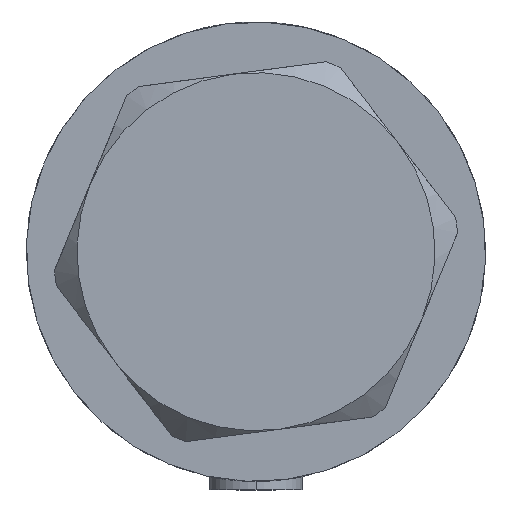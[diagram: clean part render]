
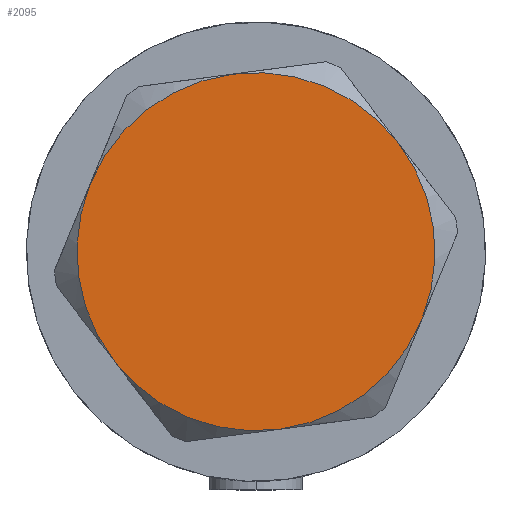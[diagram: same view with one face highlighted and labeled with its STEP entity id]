
A CAD part, left-side view. The second image highlights one B-rep face of the part: STEP entity #2095.
In plain terms, the highlighted face is planar.
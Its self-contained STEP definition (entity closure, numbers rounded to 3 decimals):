
#62 = DIRECTION ( 'NONE',  ( 0., 0., 1. ) ) ;
#82 = EDGE_CURVE ( 'NONE', #2352, #3530, #447, .T. ) ;
#93 = ORIENTED_EDGE ( 'NONE', *, *, #82, .T. ) ;
#145 = CIRCLE ( 'NONE', #2392, 23. ) ;
#168 = ORIENTED_EDGE ( 'NONE', *, *, #253, .T. ) ;
#234 = DIRECTION ( 'NONE',  ( 1., 0., 0. ) ) ;
#253 = EDGE_CURVE ( 'NONE', #2532, #3991, #4773, .T. ) ;
#278 = EDGE_CURVE ( 'NONE', #3530, #2532, #145, .T. ) ;
#300 = DIRECTION ( 'NONE',  ( 1., 0., 0. ) ) ;
#367 = ORIENTED_EDGE ( 'NONE', *, *, #4172, .T. ) ;
#447 = CIRCLE ( 'NONE', #670, 23. ) ;
#547 = AXIS2_PLACEMENT_3D ( 'NONE', #1120, #4086, #2585 ) ;
#667 = ORIENTED_EDGE ( 'NONE', *, *, #4229, .T. ) ;
#670 = AXIS2_PLACEMENT_3D ( 'NONE', #2103, #4233, #234 ) ;
#930 = VERTEX_POINT ( 'NONE', #4476 ) ;
#980 = DIRECTION ( 'NONE',  ( 0., 0., 1. ) ) ;
#1067 = DIRECTION ( 'NONE',  ( 0., 0., 1. ) ) ;
#1091 = ORIENTED_EDGE ( 'NONE', *, *, #3025, .T. ) ;
#1120 = CARTESIAN_POINT ( 'NONE',  ( 0., 0., 13. ) ) ;
#1408 = ORIENTED_EDGE ( 'NONE', *, *, #278, .T. ) ;
#1465 = CIRCLE ( 'NONE', #547, 23. ) ;
#1804 = DIRECTION ( 'NONE',  ( 1., 0., 0. ) ) ;
#1835 = DIRECTION ( 'NONE',  ( 0., 0., 1. ) ) ;
#1914 = CARTESIAN_POINT ( 'NONE',  ( -23., 0., 13. ) ) ;
#2095 = ADVANCED_FACE ( 'NONE', ( #3973 ), #2833, .T. ) ;
#2103 = CARTESIAN_POINT ( 'NONE',  ( 0., 0., 13. ) ) ;
#2352 = VERTEX_POINT ( 'NONE', #1914 ) ;
#2392 = AXIS2_PLACEMENT_3D ( 'NONE', #2899, #4007, #1804 ) ;
#2532 = VERTEX_POINT ( 'NONE', #4660 ) ;
#2585 = DIRECTION ( 'NONE',  ( 1., 0., 0. ) ) ;
#2703 = AXIS2_PLACEMENT_3D ( 'NONE', #4391, #1067, #300 ) ;
#2738 = VERTEX_POINT ( 'NONE', #3393 ) ;
#2833 = PLANE ( 'NONE',  #4114 ) ;
#2852 = CARTESIAN_POINT ( 'NONE',  ( 0., 0., 13. ) ) ;
#2899 = CARTESIAN_POINT ( 'NONE',  ( 0., 0., 13. ) ) ;
#2900 = CARTESIAN_POINT ( 'NONE',  ( 0., 0., 13. ) ) ;
#3025 = EDGE_CURVE ( 'NONE', #930, #2738, #4405, .T. ) ;
#3043 = CIRCLE ( 'NONE', #4193, 23. ) ;
#3324 = DIRECTION ( 'NONE',  ( 1., 0., 0. ) ) ;
#3393 = CARTESIAN_POINT ( 'NONE',  ( -11.5, 19.919, 13. ) ) ;
#3504 = CARTESIAN_POINT ( 'NONE',  ( 23., 0., 13. ) ) ;
#3530 = VERTEX_POINT ( 'NONE', #4173 ) ;
#3694 = CARTESIAN_POINT ( 'NONE',  ( 0., 0., 13. ) ) ;
#3948 = AXIS2_PLACEMENT_3D ( 'NONE', #3694, #1835, #3324 ) ;
#3973 = FACE_OUTER_BOUND ( 'NONE', #4346, .T. ) ;
#3991 = VERTEX_POINT ( 'NONE', #3504 ) ;
#4007 = DIRECTION ( 'NONE',  ( 0., 0., 1. ) ) ;
#4086 = DIRECTION ( 'NONE',  ( 0., 0., 1. ) ) ;
#4114 = AXIS2_PLACEMENT_3D ( 'NONE', #2852, #980, #4684 ) ;
#4172 = EDGE_CURVE ( 'NONE', #2738, #2352, #3043, .T. ) ;
#4173 = CARTESIAN_POINT ( 'NONE',  ( -11.5, -19.919, 13. ) ) ;
#4193 = AXIS2_PLACEMENT_3D ( 'NONE', #2900, #62, #4424 ) ;
#4229 = EDGE_CURVE ( 'NONE', #3991, #930, #1465, .T. ) ;
#4233 = DIRECTION ( 'NONE',  ( 0., 0., 1. ) ) ;
#4346 = EDGE_LOOP ( 'NONE', ( #168, #667, #1091, #367, #93, #1408 ) ) ;
#4391 = CARTESIAN_POINT ( 'NONE',  ( 0., 0., 13. ) ) ;
#4405 = CIRCLE ( 'NONE', #3948, 23. ) ;
#4424 = DIRECTION ( 'NONE',  ( 1., 0., 0. ) ) ;
#4476 = CARTESIAN_POINT ( 'NONE',  ( 11.5, 19.919, 13. ) ) ;
#4660 = CARTESIAN_POINT ( 'NONE',  ( 11.5, -19.919, 13. ) ) ;
#4684 = DIRECTION ( 'NONE',  ( 1., 0., 0. ) ) ;
#4773 = CIRCLE ( 'NONE', #2703, 23. ) ;
